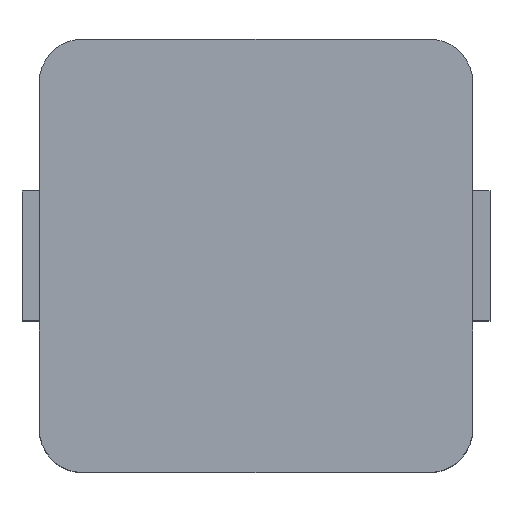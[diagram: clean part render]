
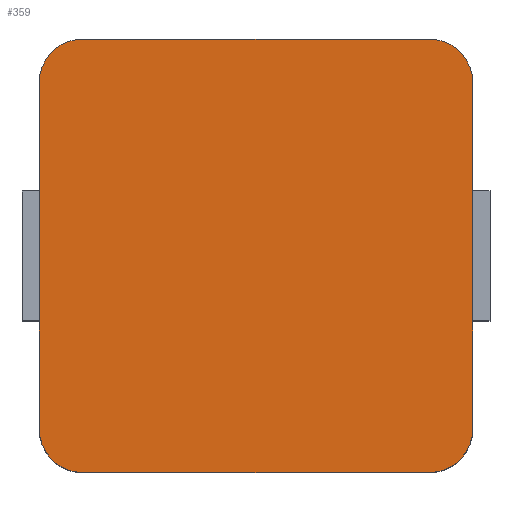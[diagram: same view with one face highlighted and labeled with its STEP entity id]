
A CAD part, top view. The second image highlights one B-rep face of the part: STEP entity #359.
In plain terms, the highlighted planar face has unit normal (0, 0, 1).
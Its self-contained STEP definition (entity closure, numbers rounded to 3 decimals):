
#15=CIRCLE('',#387,1.);
#17=CIRCLE('',#391,1.);
#19=CIRCLE('',#394,1.);
#21=CIRCLE('',#398,1.);
#53=FACE_OUTER_BOUND('',#71,.T.);
#71=EDGE_LOOP('',(#305,#306,#307,#308,#309,#310,#311,#312));
#86=LINE('',#525,#126);
#102=LINE('',#558,#142);
#107=LINE('',#572,#147);
#111=LINE('',#587,#151);
#126=VECTOR('',#426,10.);
#142=VECTOR('',#452,10.);
#147=VECTOR('',#465,10.);
#151=VECTOR('',#483,10.);
#162=VERTEX_POINT('',#522);
#163=VERTEX_POINT('',#524);
#174=VERTEX_POINT('',#555);
#175=VERTEX_POINT('',#557);
#178=VERTEX_POINT('',#565);
#180=VERTEX_POINT('',#571);
#182=VERTEX_POINT('',#580);
#184=VERTEX_POINT('',#586);
#198=EDGE_CURVE('',#163,#162,#86,.T.);
#214=EDGE_CURVE('',#175,#174,#102,.T.);
#218=EDGE_CURVE('',#178,#163,#15,.T.);
#221=EDGE_CURVE('',#180,#178,#107,.T.);
#224=EDGE_CURVE('',#174,#180,#17,.T.);
#226=EDGE_CURVE('',#182,#175,#19,.T.);
#229=EDGE_CURVE('',#184,#182,#111,.T.);
#232=EDGE_CURVE('',#162,#184,#21,.T.);
#305=ORIENTED_EDGE('',*,*,#232,.T.);
#306=ORIENTED_EDGE('',*,*,#229,.T.);
#307=ORIENTED_EDGE('',*,*,#226,.T.);
#308=ORIENTED_EDGE('',*,*,#214,.T.);
#309=ORIENTED_EDGE('',*,*,#224,.T.);
#310=ORIENTED_EDGE('',*,*,#221,.T.);
#311=ORIENTED_EDGE('',*,*,#218,.T.);
#312=ORIENTED_EDGE('',*,*,#198,.T.);
#341=PLANE('',#399);
#359=ADVANCED_FACE('',(#53),#341,.T.);
#387=AXIS2_PLACEMENT_3D('',#566,#459,#460);
#391=AXIS2_PLACEMENT_3D('',#576,#471,#472);
#394=AXIS2_PLACEMENT_3D('',#581,#477,#478);
#398=AXIS2_PLACEMENT_3D('',#591,#489,#490);
#399=AXIS2_PLACEMENT_3D('',#592,#491,#492);
#426=DIRECTION('',(0.,-1.,0.));
#452=DIRECTION('',(0.,1.,0.));
#459=DIRECTION('center_axis',(0.,0.,1.));
#460=DIRECTION('ref_axis',(0.,1.,0.));
#465=DIRECTION('',(-1.,0.,0.));
#471=DIRECTION('center_axis',(0.,0.,1.));
#472=DIRECTION('ref_axis',(1.,0.,0.));
#477=DIRECTION('center_axis',(0.,0.,1.));
#478=DIRECTION('ref_axis',(0.,-1.,0.));
#483=DIRECTION('',(1.,0.,0.));
#489=DIRECTION('center_axis',(0.,0.,1.));
#490=DIRECTION('ref_axis',(-1.,0.,0.));
#491=DIRECTION('center_axis',(0.,0.,1.));
#492=DIRECTION('ref_axis',(1.,0.,0.));
#522=CARTESIAN_POINT('',(-5.,-4.,3.8));
#524=CARTESIAN_POINT('',(-5.,4.,3.8));
#525=CARTESIAN_POINT('',(-5.,4.,3.8));
#555=CARTESIAN_POINT('',(5.,4.,3.8));
#557=CARTESIAN_POINT('',(5.,-4.,3.8));
#558=CARTESIAN_POINT('',(5.,-4.,3.8));
#565=CARTESIAN_POINT('',(-4.,5.,3.8));
#566=CARTESIAN_POINT('Origin',(-4.,4.,3.8));
#571=CARTESIAN_POINT('',(4.,5.,3.8));
#572=CARTESIAN_POINT('',(4.,5.,3.8));
#576=CARTESIAN_POINT('Origin',(4.,4.,3.8));
#580=CARTESIAN_POINT('',(4.,-5.,3.8));
#581=CARTESIAN_POINT('Origin',(4.,-4.,3.8));
#586=CARTESIAN_POINT('',(-4.,-5.,3.8));
#587=CARTESIAN_POINT('',(-4.,-5.,3.8));
#591=CARTESIAN_POINT('Origin',(-4.,-4.,3.8));
#592=CARTESIAN_POINT('Origin',(0.,0.,3.8));
